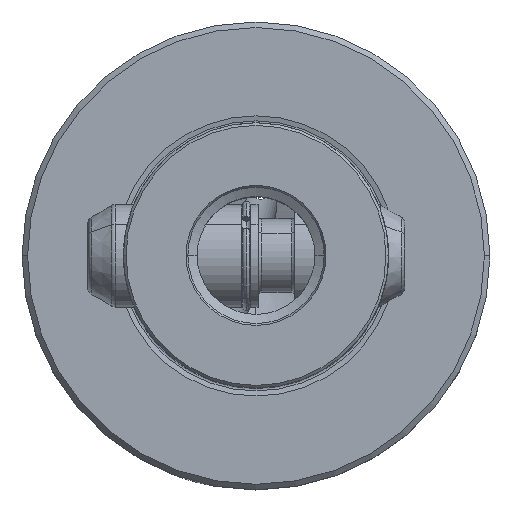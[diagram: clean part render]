
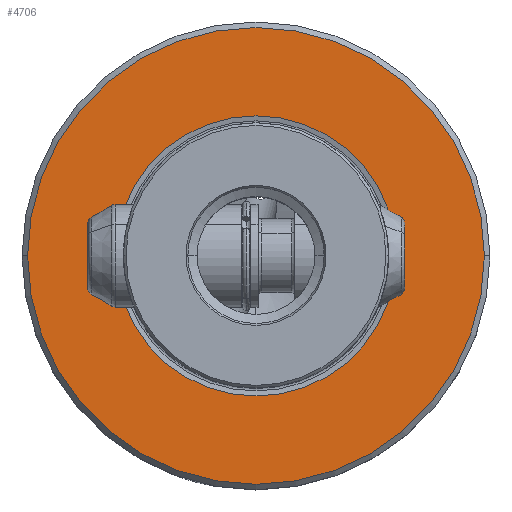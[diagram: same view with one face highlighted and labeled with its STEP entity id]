
A CAD part, top view. The second image highlights one B-rep face of the part: STEP entity #4706.
In plain terms, the highlighted planar face has unit normal (0, 0, 1).
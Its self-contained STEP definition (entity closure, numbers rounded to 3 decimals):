
#4398=VERTEX_POINT('NONE',#11020);
#4706=ADVANCED_FACE('NONE',(#11361,#11362),#11363,.T.);
#5030=EDGE_CURVE('NONE',#9200,#4398,#11716,.T.);
#5052=VERTEX_POINT('NONE',#11740);
#5132=EDGE_CURVE('NONE',#7340,#5052,#11830,.F.);
#7340=VERTEX_POINT('NONE',#14290);
#8084=EDGE_CURVE('NONE',#5052,#7340,#15106,.F.);
#8854=EDGE_CURVE('NONE',#4398,#9200,#15941,.T.);
#9200=VERTEX_POINT('NONE',#16322);
#11020=CARTESIAN_POINT('',(-31.0,0.,0.0));
#11361=FACE_OUTER_BOUND('',#19843,.T.);
#11362=FACE_BOUND('',#19844,.T.);
#11363=PLANE('',#19845);
#11716=CIRCLE('',#20549,31.0);
#11740=CARTESIAN_POINT('',(19.012,0.,0.0));
#11830=CIRCLE('',#20728,19.012);
#14290=CARTESIAN_POINT('',(-19.012,0.,0.0));
#15106=CIRCLE('',#27344,19.012);
#15941=CIRCLE('',#29029,31.0);
#16322=CARTESIAN_POINT('',(31.0,0.,0.0));
#19843=EDGE_LOOP('',(#32899,#32900));
#19844=EDGE_LOOP('',(#32901,#32902));
#19845=AXIS2_PLACEMENT_3D('',#32903,#32904,#32905);
#20549=AXIS2_PLACEMENT_3D('',#33271,#33272,#33273);
#20728=AXIS2_PLACEMENT_3D('',#33422,#33423,#33424);
#27344=AXIS2_PLACEMENT_3D('',#37272,#37273,#37274);
#29029=AXIS2_PLACEMENT_3D('',#38142,#38143,#38144);
#32899=ORIENTED_EDGE('',*,*,#8854,.F.);
#32900=ORIENTED_EDGE('',*,*,#5030,.F.);
#32901=ORIENTED_EDGE('',*,*,#8084,.F.);
#32902=ORIENTED_EDGE('',*,*,#5132,.F.);
#32903=CARTESIAN_POINT('',(-18.0,0.0,0.0));
#32904=DIRECTION('',(-0.0,0.0,1.0));
#32905=DIRECTION('',(0.0,1.0,0.0));
#33271=CARTESIAN_POINT('',(0.0,0.0,0.0));
#33272=DIRECTION('',(0.0,0.0,-1.0));
#33273=DIRECTION('',(-1.0,0.,0.0));
#33422=CARTESIAN_POINT('',(0.0,0.0,0.0));
#33423=DIRECTION('',(0.0,0.0,-1.0));
#33424=DIRECTION('',(1.0,0.,0.0));
#37272=CARTESIAN_POINT('',(0.0,0.0,0.0));
#37273=DIRECTION('',(0.0,0.0,-1.0));
#37274=DIRECTION('',(1.0,0.,0.0));
#38142=CARTESIAN_POINT('',(0.0,0.0,0.0));
#38143=DIRECTION('',(0.0,0.0,-1.0));
#38144=DIRECTION('',(-1.0,0.,0.0));
